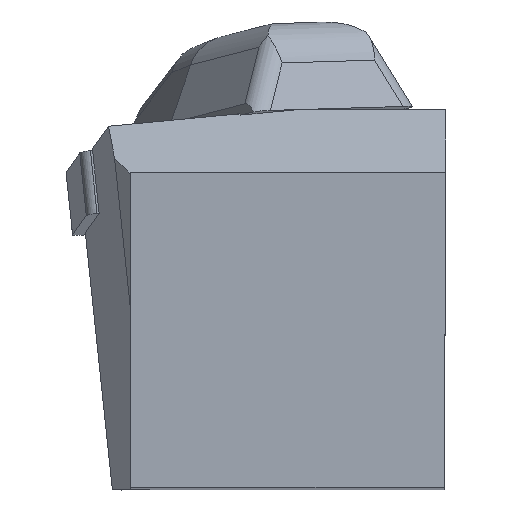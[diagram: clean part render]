
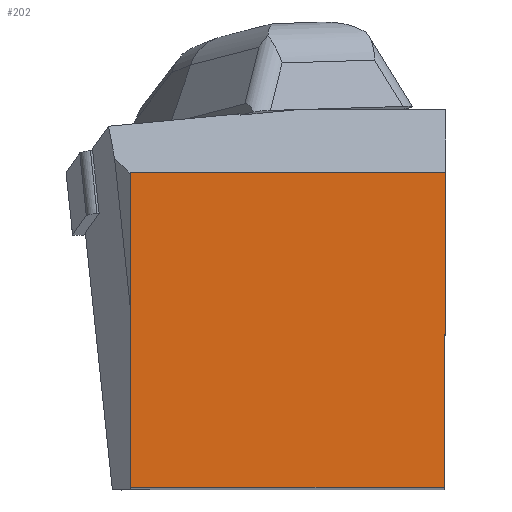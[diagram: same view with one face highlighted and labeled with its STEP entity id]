
A CAD part, top view. The second image highlights one B-rep face of the part: STEP entity #202.
In plain terms, the highlighted planar face has unit normal (0, 0, 1).
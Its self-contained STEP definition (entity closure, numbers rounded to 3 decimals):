
#141=FACE_OUTER_BOUND('',#583,.T.);
#202=ADVANCED_FACE('BLANK_BOXF006',(#141),#257,.F.);
#257=PLANE('',#1366);
#341=LINE('',#1966,#471);
#347=LINE('',#1978,#477);
#353=LINE('',#1989,#483);
#354=LINE('',#1991,#484);
#471=VECTOR('',#1561,1.);
#477=VECTOR('',#1569,1.);
#483=VECTOR('',#1579,1.);
#484=VECTOR('',#1580,1.);
#583=EDGE_LOOP('',(#748,#749,#750,#751));
#748=ORIENTED_EDGE('',*,*,#1151,.F.);
#749=ORIENTED_EDGE('',*,*,#1145,.F.);
#750=ORIENTED_EDGE('',*,*,#1139,.F.);
#751=ORIENTED_EDGE('',*,*,#1152,.F.);
#1011=VERTEX_POINT('',#1965);
#1012=VERTEX_POINT('',#1967);
#1017=VERTEX_POINT('',#1979);
#1020=VERTEX_POINT('',#1990);
#1139=EDGE_CURVE('',#1011,#1012,#341,.T.);
#1145=EDGE_CURVE('',#1012,#1017,#347,.T.);
#1151=EDGE_CURVE('',#1017,#1020,#353,.T.);
#1152=EDGE_CURVE('',#1020,#1011,#354,.T.);
#1366=AXIS2_PLACEMENT_3D('',#1992,#1581,#1582);
#1561=DIRECTION('',(-0.004,-1.,0.));
#1569=DIRECTION('',(-1.,0.,0.));
#1579=DIRECTION('',(0.,1.,0.));
#1580=DIRECTION('',(1.,0.,0.));
#1581=DIRECTION('',(0.,0.,-1.));
#1582=DIRECTION('',(-1.,0.,0.));
#1965=CARTESIAN_POINT('',(0.,31.623,0.));
#1966=CARTESIAN_POINT('',(0.61,171.398,0.));
#1967=CARTESIAN_POINT('',(-0.138,0.,0.));
#1978=CARTESIAN_POINT('',(171.4,0.,0.));
#1979=CARTESIAN_POINT('',(-31.623,0.,0.));
#1989=CARTESIAN_POINT('',(-31.623,-171.4,0.));
#1990=CARTESIAN_POINT('',(-31.623,31.623,0.));
#1991=CARTESIAN_POINT('',(-171.4,31.623,0.));
#1992=CARTESIAN_POINT('',(-57.1,-5.,0.));
